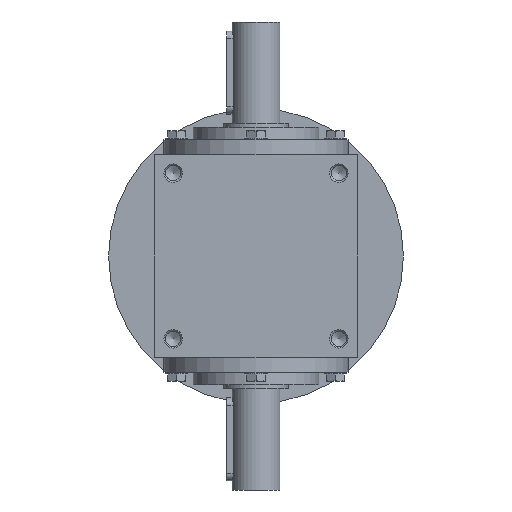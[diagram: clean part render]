
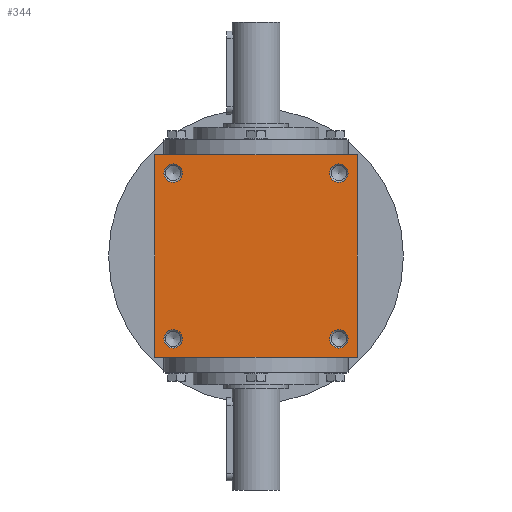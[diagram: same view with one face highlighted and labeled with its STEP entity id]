
A CAD part, left-side view. The second image highlights one B-rep face of the part: STEP entity #344.
In plain terms, the highlighted face is planar.
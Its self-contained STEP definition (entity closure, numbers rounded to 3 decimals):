
#344 = ADVANCED_FACE( '', ( #747, #748, #749, #750, #751 ), #752, .F. );
#747 = FACE_BOUND( '', #1428, .T. );
#748 = FACE_BOUND( '', #1429, .T. );
#749 = FACE_BOUND( '', #1430, .T. );
#750 = FACE_BOUND( '', #1431, .T. );
#751 = FACE_OUTER_BOUND( '', #1432, .T. );
#752 = PLANE( '', #1433 );
#1428 = EDGE_LOOP( '', ( #2101 ) );
#1429 = EDGE_LOOP( '', ( #2102 ) );
#1430 = EDGE_LOOP( '', ( #2103 ) );
#1431 = EDGE_LOOP( '', ( #2104 ) );
#1432 = EDGE_LOOP( '', ( #2105, #2106, #2107, #2108 ) );
#1433 = AXIS2_PLACEMENT_3D( '', #2109, #2110, #2111 );
#2101 = ORIENTED_EDGE( '', *, *, #3342, .F. );
#2102 = ORIENTED_EDGE( '', *, *, #3343, .T. );
#2103 = ORIENTED_EDGE( '', *, *, #3344, .F. );
#2104 = ORIENTED_EDGE( '', *, *, #3345, .T. );
#2105 = ORIENTED_EDGE( '', *, *, #3346, .F. );
#2106 = ORIENTED_EDGE( '', *, *, #3347, .F. );
#2107 = ORIENTED_EDGE( '', *, *, #3348, .F. );
#2108 = ORIENTED_EDGE( '', *, *, #3349, .F. );
#2109 = CARTESIAN_POINT( '', ( 0., 0., -55. ) );
#2110 = DIRECTION( '', ( 0., 0., 1. ) );
#2111 = DIRECTION( '', ( 1., 0., 0. ) );
#3342 = EDGE_CURVE( '', #3813, #3813, #3814, .T. );
#3343 = EDGE_CURVE( '', #3815, #3815, #3816, .T. );
#3344 = EDGE_CURVE( '', #3817, #3817, #3818, .T. );
#3345 = EDGE_CURVE( '', #3819, #3819, #3820, .T. );
#3346 = EDGE_CURVE( '', #3821, #3822, #3823, .T. );
#3347 = EDGE_CURVE( '', #3824, #3821, #3825, .T. );
#3348 = EDGE_CURVE( '', #3826, #3824, #3827, .T. );
#3349 = EDGE_CURVE( '', #3822, #3826, #3828, .T. );
#3813 = VERTEX_POINT( '', #4489 );
#3814 = CIRCLE( '', #4490, 5. );
#3815 = VERTEX_POINT( '', #4491 );
#3816 = CIRCLE( '', #4492, 5. );
#3817 = VERTEX_POINT( '', #4493 );
#3818 = CIRCLE( '', #4494, 5. );
#3819 = VERTEX_POINT( '', #4495 );
#3820 = CIRCLE( '', #4496, 5. );
#3821 = VERTEX_POINT( '', #4497 );
#3822 = VERTEX_POINT( '', #4498 );
#3823 = LINE( '', #4499, #4500 );
#3824 = VERTEX_POINT( '', #4501 );
#3825 = LINE( '', #4502, #4503 );
#3826 = VERTEX_POINT( '', #4504 );
#3827 = LINE( '', #4505, #4506 );
#3828 = LINE( '', #4507, #4508 );
#4489 = CARTESIAN_POINT( '', ( -50., 45., -55. ) );
#4490 = AXIS2_PLACEMENT_3D( '', #5304, #5305, #5306 );
#4491 = CARTESIAN_POINT( '', ( 50., 45., -55. ) );
#4492 = AXIS2_PLACEMENT_3D( '', #5307, #5308, #5309 );
#4493 = CARTESIAN_POINT( '', ( -50., -45., -55. ) );
#4494 = AXIS2_PLACEMENT_3D( '', #5310, #5311, #5312 );
#4495 = CARTESIAN_POINT( '', ( 50., -45., -55. ) );
#4496 = AXIS2_PLACEMENT_3D( '', #5313, #5314, #5315 );
#4497 = CARTESIAN_POINT( '', ( -55., 55., -55. ) );
#4498 = CARTESIAN_POINT( '', ( -55., -55., -55. ) );
#4499 = CARTESIAN_POINT( '', ( -55., 55., -55. ) );
#4500 = VECTOR( '', #5316, 1000. );
#4501 = CARTESIAN_POINT( '', ( 55., 55., -55. ) );
#4502 = CARTESIAN_POINT( '', ( 55., 55., -55. ) );
#4503 = VECTOR( '', #5317, 1000. );
#4504 = CARTESIAN_POINT( '', ( 55., -55., -55. ) );
#4505 = CARTESIAN_POINT( '', ( 55., -55., -55. ) );
#4506 = VECTOR( '', #5318, 1000. );
#4507 = CARTESIAN_POINT( '', ( -55., -55., -55. ) );
#4508 = VECTOR( '', #5319, 1000. );
#5304 = CARTESIAN_POINT( '', ( -45., 45., -55. ) );
#5305 = DIRECTION( '', ( 0., 0., -1. ) );
#5306 = DIRECTION( '', ( -1., 0., 0. ) );
#5307 = CARTESIAN_POINT( '', ( 45., 45., -55. ) );
#5308 = DIRECTION( '', ( 0., 0., 1. ) );
#5309 = DIRECTION( '', ( 1., 0., 0. ) );
#5310 = CARTESIAN_POINT( '', ( -45., -45., -55. ) );
#5311 = DIRECTION( '', ( 0., 0., -1. ) );
#5312 = DIRECTION( '', ( -1., 0., 0. ) );
#5313 = CARTESIAN_POINT( '', ( 45., -45., -55. ) );
#5314 = DIRECTION( '', ( 0., 0., 1. ) );
#5315 = DIRECTION( '', ( 1., 0., 0. ) );
#5316 = DIRECTION( '', ( 0., -1., 0. ) );
#5317 = DIRECTION( '', ( -1., 0., 0. ) );
#5318 = DIRECTION( '', ( 0., 1., 0. ) );
#5319 = DIRECTION( '', ( 1., 0., 0. ) );
